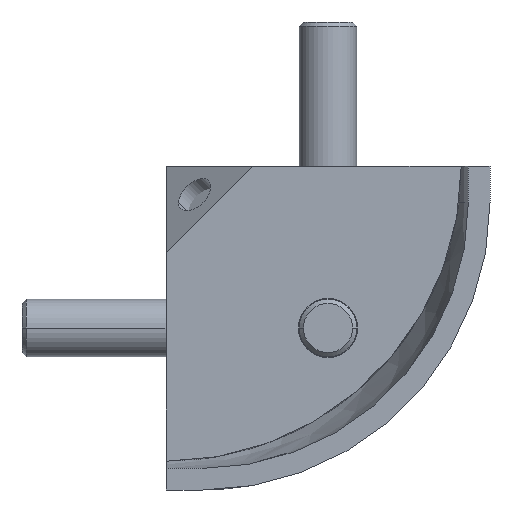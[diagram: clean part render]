
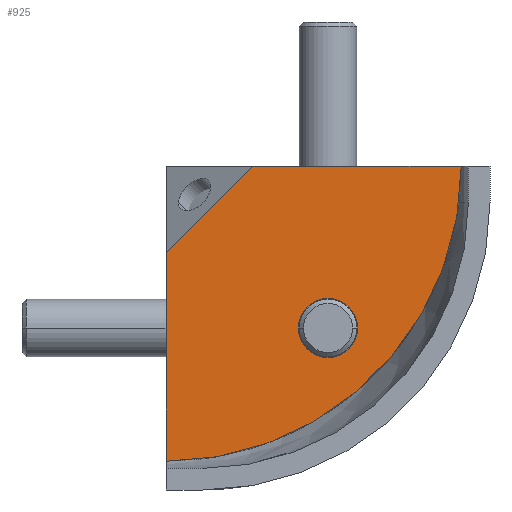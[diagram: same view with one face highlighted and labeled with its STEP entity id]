
A CAD part, front view. The second image highlights one B-rep face of the part: STEP entity #925.
In plain terms, the highlighted planar face has unit normal (0, -1, 0).
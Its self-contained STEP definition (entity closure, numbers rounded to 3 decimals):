
#363=CARTESIAN_POINT('',(22.5,0.,-22.5));
#364=DIRECTION('',(0.,-1.,0.));
#365=DIRECTION('',(0.,0.,1.));
#366=AXIS2_PLACEMENT_3D('',#363,#364,#365);
#371=CARTESIAN_POINT('',(22.5,0.,-22.5));
#372=DIRECTION('',(0.,-1.,0.));
#373=DIRECTION('',(0.,0.,-1.));
#374=AXIS2_PLACEMENT_3D('',#371,#372,#373);
#379=DIRECTION('',(-0.707,0.,-0.707));
#380=VECTOR('',#379,16.971);
#381=CARTESIAN_POINT('',(12.,0.,0.));
#382=LINE('',#381,#380);
#386=DIRECTION('',(1.,0.,0.));
#387=VECTOR('',#386,29.);
#388=CARTESIAN_POINT('',(12.,0.,0.));
#389=LINE('',#388,#387);
#393=CARTESIAN_POINT('',(0.,0.,0.));
#394=DIRECTION('',(0.,1.,0.));
#395=DIRECTION('',(1.,0.,0.));
#396=AXIS2_PLACEMENT_3D('',#393,#394,#395);
#401=DIRECTION('',(0.,0.,1.));
#402=VECTOR('',#401,29.);
#403=CARTESIAN_POINT('',(0.,0.,-41.));
#404=LINE('',#403,#402);
#828=CARTESIAN_POINT('',(41.,0.,0.));
#830=VERTEX_POINT('',#828);
#832=CARTESIAN_POINT('',(0.,0.,-41.));
#833=VERTEX_POINT('',#832);
#848=CARTESIAN_POINT('',(22.5,0.,-18.4));
#849=CARTESIAN_POINT('',(22.5,0.,-26.6));
#850=VERTEX_POINT('',#848);
#851=VERTEX_POINT('',#849);
#852=CARTESIAN_POINT('',(12.,0.,0.));
#853=CARTESIAN_POINT('',(0.,0.,-12.));
#854=VERTEX_POINT('',#852);
#855=VERTEX_POINT('',#853);
#904=CARTESIAN_POINT('',(0.,0.,0.));
#905=DIRECTION('',(0.,1.,0.));
#906=DIRECTION('',(1.,0.,0.));
#907=AXIS2_PLACEMENT_3D('',#904,#905,#906);
#908=PLANE('',#907);
#910=ORIENTED_EDGE('',*,*,#909,.F.);
#912=ORIENTED_EDGE('',*,*,#911,.T.);
#914=ORIENTED_EDGE('',*,*,#913,.T.);
#916=ORIENTED_EDGE('',*,*,#915,.T.);
#917=EDGE_LOOP('',(#910,#912,#914,#916));
#918=FACE_OUTER_BOUND('',#917,.F.);
#920=ORIENTED_EDGE('',*,*,#919,.T.);
#922=ORIENTED_EDGE('',*,*,#921,.T.);
#923=EDGE_LOOP('',(#920,#922));
#924=FACE_BOUND('',#923,.F.);
#367=CIRCLE('',#366,4.1);
#375=CIRCLE('',#374,4.1);
#397=CIRCLE('',#396,41.);
#909=EDGE_CURVE('',#854,#855,#382,.T.);
#911=EDGE_CURVE('',#854,#830,#389,.T.);
#913=EDGE_CURVE('',#830,#833,#397,.T.);
#915=EDGE_CURVE('',#833,#855,#404,.T.);
#919=EDGE_CURVE('',#850,#851,#367,.T.);
#921=EDGE_CURVE('',#851,#850,#375,.T.);
#925=ADVANCED_FACE('',(#918,#924),#908,.F.);
